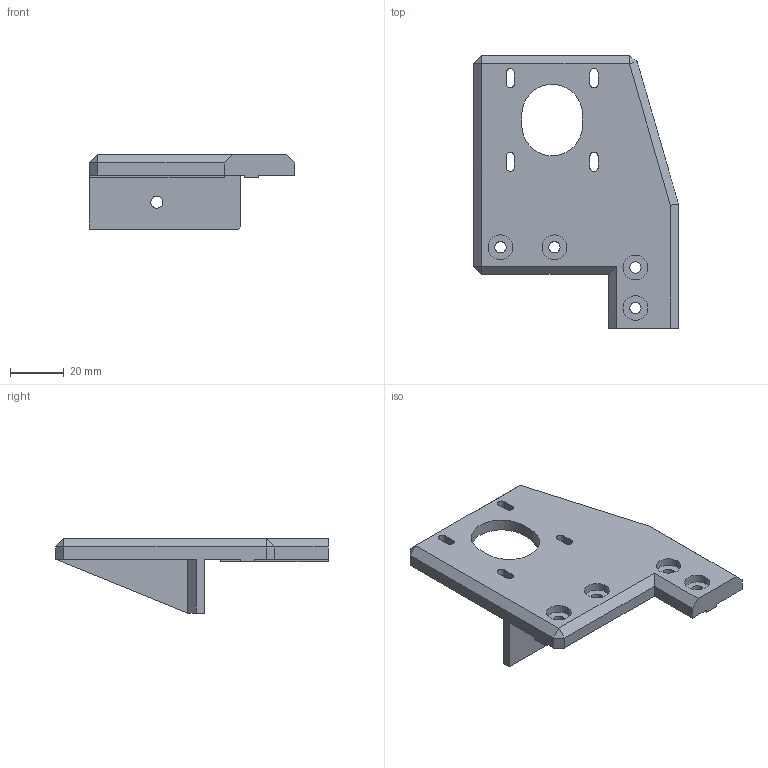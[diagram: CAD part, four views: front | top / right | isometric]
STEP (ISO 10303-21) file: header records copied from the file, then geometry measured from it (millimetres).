
FILE_DESCRIPTION(/* description */ (''),/* implementation_level */ '2;1');
FILE_NAME(/* name */ '5f138a4bb679761511c49f09',/* time_stamp */ '2020-07-18T23:48:28+00:00',/* author */ (''),/* organization */ (''),/* preprocessor_version */ 'ST-DEVELOPER v16.7',/* originating_system */ $,/* authorisation */ $);
FILE_SCHEMA (('AUTOMOTIVE_DESIGN {1 0 10303 214 3 1 1}'));
Length unit declared in the file: metre
Products named in the file (1): CoreXYMotorPlateOutboardMotorMirrored
Bounding box: 76 x 101 x 27.5 mm (x, y, z)
Volume: 44865.9 mm3; surface area: 18320.2 mm2
Topology: 1 solids, 1 shells, 75 faces, 196 edges, 128 vertices
Faces by surface type: plane 55, cylinder 20
Full cylindrical faces by diameter (mm): 4.2 x4, 4.5 x1, 9.1 x1, 9.2 x4
Entity records: 2261 total; most frequent: CARTESIAN_POINT 380, DIRECTION 373, ORIENTED_EDGE 362, EDGE_CURVE 181, LINE 141, VECTOR 141, VERTEX_POINT 123, AXIS2_PLACEMENT_3D 116
